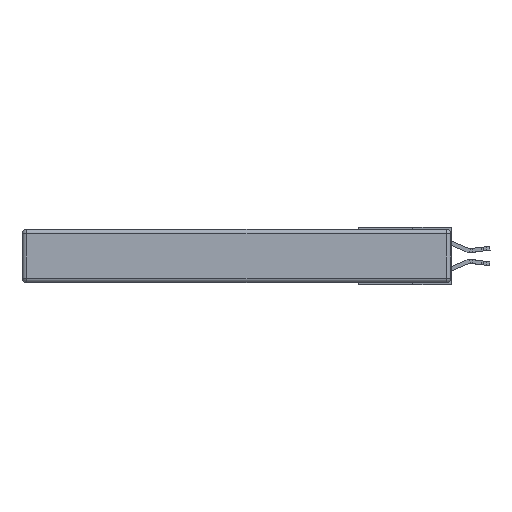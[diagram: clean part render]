
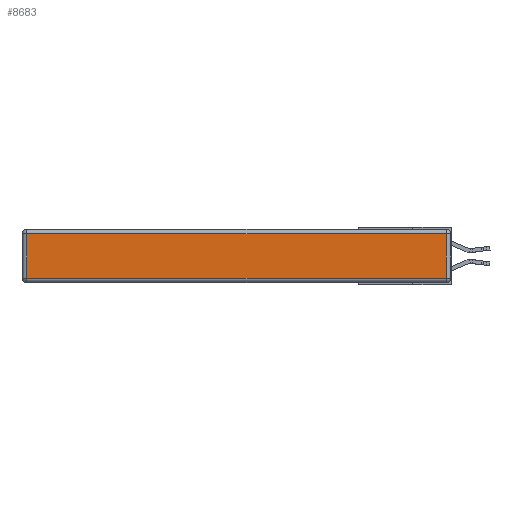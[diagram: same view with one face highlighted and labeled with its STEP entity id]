
A CAD part, left-side view. The second image highlights one B-rep face of the part: STEP entity #8683.
In plain terms, the highlighted planar face has unit normal (-1, 0, 0).
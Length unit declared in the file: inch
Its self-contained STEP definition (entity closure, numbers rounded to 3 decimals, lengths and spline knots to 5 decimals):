
#275 = LINE ( 'NONE', #3044, #1035 ) ;
#870 = DIRECTION ( 'NONE',  ( 0., 1., 0. ) ) ;
#1035 = VECTOR ( 'NONE', #2732, 39.37008 ) ;
#1332 = DIRECTION ( 'NONE',  ( 0., 0., -1. ) ) ;
#1410 = EDGE_CURVE ( 'NONE', #8746, #6477, #23283, .T. ) ;
#1418 = VECTOR ( 'NONE', #1332, 39.37008 ) ;
#2732 = DIRECTION ( 'NONE',  ( 0., 0., 1. ) ) ;
#2797 = CARTESIAN_POINT ( 'NONE',  ( 0., 0.03, -0.03 ) ) ;
#3044 = CARTESIAN_POINT ( 'NONE',  ( 0., 0.03, -0.343 ) ) ;
#5373 = ORIENTED_EDGE ( 'NONE', *, *, #15817, .T. ) ;
#6477 = VERTEX_POINT ( 'NONE', #27693 ) ;
#7080 = VECTOR ( 'NONE', #870, 39.37008 ) ;
#7188 = EDGE_CURVE ( 'NONE', #19247, #28483, #16770, .T. ) ;
#7803 = LINE ( 'NONE', #11165, #1418 ) ;
#7844 = DIRECTION ( 'NONE',  ( 0., 0., 1. ) ) ;
#8683 = ADVANCED_FACE ( 'NONE', ( #28995 ), #12678, .T. ) ;
#8746 = VERTEX_POINT ( 'NONE', #2797 ) ;
#9975 = CARTESIAN_POINT ( 'NONE',  ( 0., 0., -0.313 ) ) ;
#10365 = VECTOR ( 'NONE', #22107, 39.37008 ) ;
#10997 = CARTESIAN_POINT ( 'NONE',  ( 0., 2.72, -0.313 ) ) ;
#11165 = CARTESIAN_POINT ( 'NONE',  ( 0., 2.72, -0.343 ) ) ;
#12678 = PLANE ( 'NONE',  #21472 ) ;
#15251 = CARTESIAN_POINT ( 'NONE',  ( 0., 2.75, -0.03 ) ) ;
#15817 = EDGE_CURVE ( 'NONE', #28483, #8746, #275, .T. ) ;
#16770 = LINE ( 'NONE', #9975, #10365 ) ;
#19247 = VERTEX_POINT ( 'NONE', #10997 ) ;
#19754 = CARTESIAN_POINT ( 'NONE',  ( 0., 0., -0.343 ) ) ;
#21390 = CARTESIAN_POINT ( 'NONE',  ( 0., 0.03, -0.313 ) ) ;
#21472 = AXIS2_PLACEMENT_3D ( 'NONE', #19754, #29309, #7844 ) ;
#21857 = ORIENTED_EDGE ( 'NONE', *, *, #28294, .T. ) ;
#22107 = DIRECTION ( 'NONE',  ( 0., -1., 0. ) ) ;
#23283 = LINE ( 'NONE', #15251, #7080 ) ;
#27693 = CARTESIAN_POINT ( 'NONE',  ( 0., 2.72, -0.03 ) ) ;
#28294 = EDGE_CURVE ( 'NONE', #6477, #19247, #7803, .T. ) ;
#28483 = VERTEX_POINT ( 'NONE', #21390 ) ;
#28938 = EDGE_LOOP ( 'NONE', ( #30672, #5373, #29668, #21857 ) ) ;
#28995 = FACE_OUTER_BOUND ( 'NONE', #28938, .T. ) ;
#29309 = DIRECTION ( 'NONE',  ( -1., 0., 0. ) ) ;
#29668 = ORIENTED_EDGE ( 'NONE', *, *, #1410, .T. ) ;
#30672 = ORIENTED_EDGE ( 'NONE', *, *, #7188, .T. ) ;
